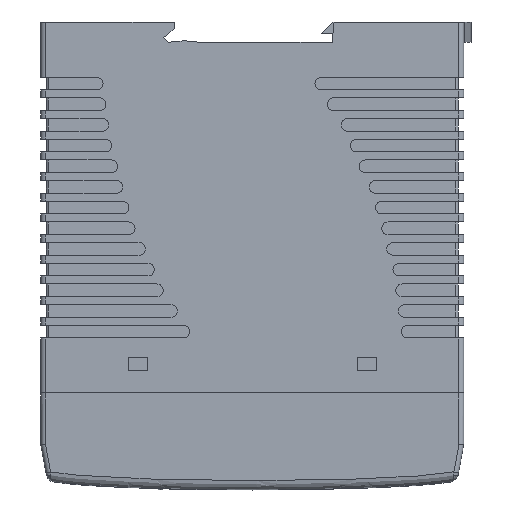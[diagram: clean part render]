
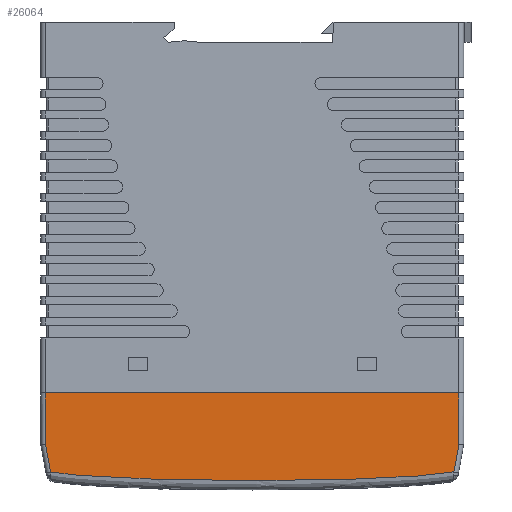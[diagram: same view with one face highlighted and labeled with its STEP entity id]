
A CAD part, left-side view. The second image highlights one B-rep face of the part: STEP entity #26064.
In plain terms, the highlighted planar face has unit normal (-1, 0, 0).
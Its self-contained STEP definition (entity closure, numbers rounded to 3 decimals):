
#39 = CARTESIAN_POINT ( 'NONE',  ( -20., 1., -97. ) ) ;
#276 = CARTESIAN_POINT ( 'NONE',  ( -20., 19.923, -97.17 ) ) ;
#490 = CARTESIAN_POINT ( 'NONE',  ( -20., 48.584, -97.6 ) ) ;
#556 = LINE ( 'NONE', #34115, #29622 ) ;
#1756 = DIRECTION ( 'NONE',  ( 0., 0., -1. ) ) ;
#2018 = CARTESIAN_POINT ( 'NONE',  ( -20., 89., -89.86 ) ) ;
#3153 = VERTEX_POINT ( 'NONE', #25002 ) ;
#3598 = CARTESIAN_POINT ( 'NONE',  ( -20., 4.284, -96.093 ) ) ;
#4024 = CARTESIAN_POINT ( 'NONE',  ( -20., 6.512, -96.341 ) ) ;
#4106 = CARTESIAN_POINT ( 'NONE',  ( -20., 89., -78.95 ) ) ;
#4456 = EDGE_CURVE ( 'NONE', #26502, #6448, #21264, .T. ) ;
#5057 = DIRECTION ( 'NONE',  ( 1., 0., 0. ) ) ;
#6448 = VERTEX_POINT ( 'NONE', #30592 ) ;
#6700 = CARTESIAN_POINT ( 'NONE',  ( -20., 85.713, -96.094 ) ) ;
#6702 = VERTEX_POINT ( 'NONE', #33378 ) ;
#6920 = CARTESIAN_POINT ( 'NONE',  ( -20., 86.158, -96.036 ) ) ;
#7177 = ORIENTED_EDGE ( 'NONE', *, *, #36740, .T. ) ;
#7289 = VECTOR ( 'NONE', #35482, 1000. ) ;
#7361 = CARTESIAN_POINT ( 'NONE',  ( -20., 52.167, -97.576 ) ) ;
#7593 = CARTESIAN_POINT ( 'NONE',  ( -20., 86.332, -104.521 ) ) ;
#7950 = VECTOR ( 'NONE', #27798, 1000. ) ;
#10495 = CARTESIAN_POINT ( 'NONE',  ( -20., 9.191, -96.58 ) ) ;
#10720 = CARTESIAN_POINT ( 'NONE',  ( -20., 2.51, -95.833 ) ) ;
#12042 = EDGE_CURVE ( 'NONE', #3153, #6702, #14011, .T. ) ;
#13059 = EDGE_CURVE ( 'NONE', #30934, #6702, #33294, .T. ) ;
#14011 = LINE ( 'NONE', #39, #7950 ) ;
#14323 = EDGE_LOOP ( 'NONE', ( #15295, #24378, #37065, #27977, #7177, #18951 ) ) ;
#14776 = VECTOR ( 'NONE', #26398, 1000. ) ;
#15295 = ORIENTED_EDGE ( 'NONE', *, *, #43267, .T. ) ;
#16939 = CARTESIAN_POINT ( 'NONE',  ( -20., 30.666, -97.473 ) ) ;
#17161 = CARTESIAN_POINT ( 'NONE',  ( -20., 37.833, -97.576 ) ) ;
#17819 = CARTESIAN_POINT ( 'NONE',  ( -20., 87.046, -95.905 ) ) ;
#18593 = CARTESIAN_POINT ( 'NONE',  ( -20., 89., -97. ) ) ;
#18828 = CARTESIAN_POINT ( 'NONE',  ( -20., 45., -97. ) ) ;
#18951 = ORIENTED_EDGE ( 'NONE', *, *, #4456, .T. ) ;
#20256 = CARTESIAN_POINT ( 'NONE',  ( -20., 2.953, -95.905 ) ) ;
#20706 = CARTESIAN_POINT ( 'NONE',  ( -20., 59.333, -97.473 ) ) ;
#21264 = B_SPLINE_CURVE_WITH_KNOTS ( 'NONE', 3,
 ( #23803, #34473, #17819, #6920, #6700, #40976, #37605, #27816, #40537, #41424, #37829, #27361, #20706, #7361, #490, #24474, #17161, #16939, #26924, #276, #31134, #41195, #10495, #4024, #38048, #3598, #24023, #20256, #10720, #30484 ),
 .UNSPECIFIED., .F., .F.,
 ( 4, 2, 2, 2, 2, 2, 2, 2, 2, 2, 2, 2, 2, 2, 4 ),
 ( 0., 0.001, 0.003, 0.005, 0.011, 0.022, 0.032, 0.043, 0.054, 0.065, 0.075, 0.081, 0.084, 0.085, 0.086 ),
 .UNSPECIFIED. ) ;
#23561 = VECTOR ( 'NONE', #28924, 1000. ) ;
#23803 = CARTESIAN_POINT ( 'NONE',  ( -20., 87.93, -95.742 ) ) ;
#24023 = CARTESIAN_POINT ( 'NONE',  ( -20., 3.84, -96.036 ) ) ;
#24378 = ORIENTED_EDGE ( 'NONE', *, *, #12042, .T. ) ;
#24474 = CARTESIAN_POINT ( 'NONE',  ( -20., 41.416, -97.6 ) ) ;
#24487 = LINE ( 'NONE', #7593, #23561 ) ;
#24757 = DIRECTION ( 'NONE',  ( 0., -0.179, 0.984 ) ) ;
#25002 = CARTESIAN_POINT ( 'NONE',  ( -20., 1., -89.86 ) ) ;
#25954 = CARTESIAN_POINT ( 'NONE',  ( -20., 90., -78.95 ) ) ;
#26064 = ADVANCED_FACE ( 'NONE', ( #35733 ), #32181, .F. ) ;
#26398 = DIRECTION ( 'NONE',  ( 0., -1., 0. ) ) ;
#26502 = VERTEX_POINT ( 'NONE', #27605 ) ;
#26924 = CARTESIAN_POINT ( 'NONE',  ( -20., 27.084, -97.396 ) ) ;
#27361 = CARTESIAN_POINT ( 'NONE',  ( -20., 62.915, -97.396 ) ) ;
#27605 = CARTESIAN_POINT ( 'NONE',  ( -20., 87.93, -95.742 ) ) ;
#27798 = DIRECTION ( 'NONE',  ( 0., 0., 1. ) ) ;
#27816 = CARTESIAN_POINT ( 'NONE',  ( -20., 80.811, -96.58 ) ) ;
#27977 = ORIENTED_EDGE ( 'NONE', *, *, #37072, .T. ) ;
#28924 = DIRECTION ( 'NONE',  ( 0., -0.179, -0.984 ) ) ;
#29622 = VECTOR ( 'NONE', #24757, 1000. ) ;
#30261 = AXIS2_PLACEMENT_3D ( 'NONE', #18828, #5057, #1756 ) ;
#30484 = CARTESIAN_POINT ( 'NONE',  ( -20., 2.07, -95.742 ) ) ;
#30592 = CARTESIAN_POINT ( 'NONE',  ( -20., 2.07, -95.742 ) ) ;
#30934 = VERTEX_POINT ( 'NONE', #4106 ) ;
#31134 = CARTESIAN_POINT ( 'NONE',  ( -20., 16.343, -97.024 ) ) ;
#32181 = PLANE ( 'NONE',  #30261 ) ;
#33294 = LINE ( 'NONE', #25954, #14776 ) ;
#33378 = CARTESIAN_POINT ( 'NONE',  ( -20., 1., -78.95 ) ) ;
#34115 = CARTESIAN_POINT ( 'NONE',  ( -20., 3.668, -104.521 ) ) ;
#34473 = CARTESIAN_POINT ( 'NONE',  ( -20., 87.489, -95.833 ) ) ;
#34679 = VERTEX_POINT ( 'NONE', #2018 ) ;
#35482 = DIRECTION ( 'NONE',  ( 0., 0., -1. ) ) ;
#35733 = FACE_OUTER_BOUND ( 'NONE', #14323, .T. ) ;
#36740 = EDGE_CURVE ( 'NONE', #34679, #26502, #24487, .T. ) ;
#37065 = ORIENTED_EDGE ( 'NONE', *, *, #13059, .F. ) ;
#37072 = EDGE_CURVE ( 'NONE', #30934, #34679, #42660, .T. ) ;
#37605 = CARTESIAN_POINT ( 'NONE',  ( -20., 83.487, -96.341 ) ) ;
#37829 = CARTESIAN_POINT ( 'NONE',  ( -20., 70.078, -97.17 ) ) ;
#38048 = CARTESIAN_POINT ( 'NONE',  ( -20., 5.619, -96.253 ) ) ;
#40537 = CARTESIAN_POINT ( 'NONE',  ( -20., 79.025, -96.704 ) ) ;
#40976 = CARTESIAN_POINT ( 'NONE',  ( -20., 84.379, -96.253 ) ) ;
#41195 = CARTESIAN_POINT ( 'NONE',  ( -20., 10.979, -96.704 ) ) ;
#41424 = CARTESIAN_POINT ( 'NONE',  ( -20., 73.66, -97.024 ) ) ;
#42660 = LINE ( 'NONE', #18593, #7289 ) ;
#43267 = EDGE_CURVE ( 'NONE', #6448, #3153, #556, .T. ) ;
